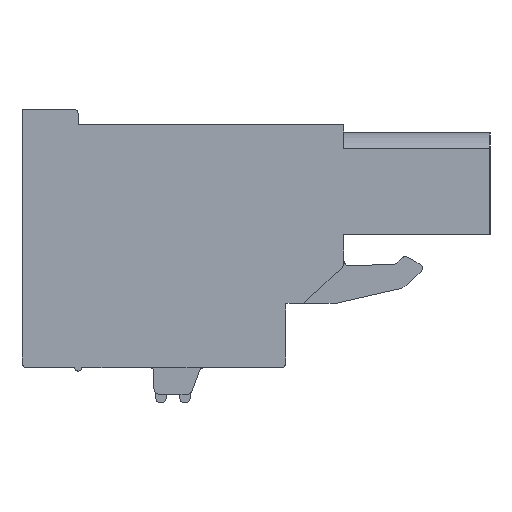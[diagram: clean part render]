
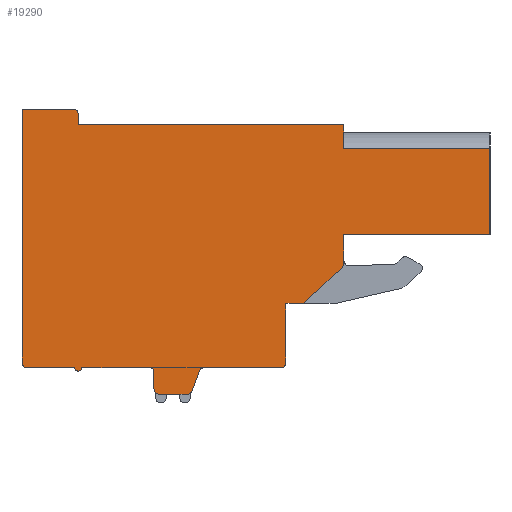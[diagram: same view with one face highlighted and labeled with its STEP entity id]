
A CAD part, left-side view. The second image highlights one B-rep face of the part: STEP entity #19290.
In plain terms, the highlighted planar face has unit normal (-1, 0, 0).
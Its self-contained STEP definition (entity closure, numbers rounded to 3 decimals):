
#1=DIRECTION('',(0.,1.,0.));
#2=VECTOR('',#1,8.3);
#3=CARTESIAN_POINT('',(0.,-13.96,5.635));
#4=LINE('',#3,#2);
#5=DIRECTION('',(0.,1.,0.));
#6=VECTOR('',#5,8.3);
#7=CARTESIAN_POINT('',(0.,-13.96,0.73));
#8=LINE('',#7,#6);
#9=DIRECTION('',(0.,0.,-1.));
#10=VECTOR('',#9,1.64);
#11=CARTESIAN_POINT('',(0.,-5.66,0.73));
#12=LINE('',#11,#10);
#13=CARTESIAN_POINT('',(0.,-5.36,-0.91));
#14=DIRECTION('',(1.,0.,0.));
#15=DIRECTION('',(0.,-1.,0.));
#16=AXIS2_PLACEMENT_3D('',#13,#14,#15);
#18=DIRECTION('',(0.,0.731,-0.683));
#19=VECTOR('',#18,3.018);
#20=CARTESIAN_POINT('',(0.,-5.565,-1.129));
#21=LINE('',#20,#19);
#22=DIRECTION('',(0.,1.,0.));
#23=VECTOR('',#22,1.);
#24=CARTESIAN_POINT('',(0.,-3.36,-3.19));
#25=LINE('',#24,#23);
#26=DIRECTION('',(0.,0.,-1.));
#27=VECTOR('',#26,0.5);
#28=CARTESIAN_POINT('',(0.,-2.36,-3.19));
#29=LINE('',#28,#27);
#30=DIRECTION('',(0.,0.,-1.));
#31=VECTOR('',#30,2.35);
#32=CARTESIAN_POINT('',(0.,-2.36,-3.69));
#33=LINE('',#32,#31);
#34=DIRECTION('',(0.,0.,-1.));
#35=VECTOR('',#34,0.5);
#36=CARTESIAN_POINT('',(0.,-2.36,-6.04));
#37=LINE('',#36,#35);
#38=CARTESIAN_POINT('',(0.,-2.06,-6.54));
#39=DIRECTION('',(1.,0.,0.));
#40=DIRECTION('',(0.,-1.,0.));
#41=AXIS2_PLACEMENT_3D('',#38,#39,#40);
#43=DIRECTION('',(0.,1.,0.));
#44=VECTOR('',#43,4.34);
#45=CARTESIAN_POINT('',(0.,-2.06,-6.84));
#46=LINE('',#45,#44);
#47=CARTESIAN_POINT('',(0.,2.28,-7.14));
#48=DIRECTION('',(-1.,0.,0.));
#49=DIRECTION('',(0.,0.,1.));
#50=AXIS2_PLACEMENT_3D('',#47,#48,#49);
#52=DIRECTION('',(0.,0.345,-0.939));
#53=VECTOR('',#52,1.179);
#54=CARTESIAN_POINT('',(0.,2.562,-7.037));
#55=LINE('',#54,#53);
#56=CARTESIAN_POINT('',(0.,3.25,-8.04));
#57=DIRECTION('',(1.,0.,0.));
#58=DIRECTION('',(0.,-0.939,-0.345));
#59=AXIS2_PLACEMENT_3D('',#56,#57,#58);
#61=DIRECTION('',(0.,1.,0.));
#62=VECTOR('',#61,1.59);
#63=CARTESIAN_POINT('',(0.,3.25,-8.34));
#64=LINE('',#63,#62);
#65=CARTESIAN_POINT('',(0.,4.84,-8.04));
#66=DIRECTION('',(1.,0.,0.));
#67=DIRECTION('',(0.,0.,-1.));
#68=AXIS2_PLACEMENT_3D('',#65,#66,#67);
#70=DIRECTION('',(0.,0.,1.));
#71=VECTOR('',#70,1.);
#72=CARTESIAN_POINT('',(0.,5.14,-8.04));
#73=LINE('',#72,#71);
#74=CARTESIAN_POINT('',(0.,5.34,-7.04));
#75=DIRECTION('',(-1.,0.,0.));
#76=DIRECTION('',(0.,-1.,0.));
#77=AXIS2_PLACEMENT_3D('',#74,#75,#76);
#79=DIRECTION('',(0.,1.,0.));
#80=VECTOR('',#79,3.9);
#81=CARTESIAN_POINT('',(0.,5.34,-6.84));
#82=LINE('',#81,#80);
#83=CARTESIAN_POINT('',(0.,9.44,-6.84));
#84=DIRECTION('',(1.,0.,0.));
#85=DIRECTION('',(0.,-1.,0.));
#86=AXIS2_PLACEMENT_3D('',#83,#84,#85);
#88=DIRECTION('',(0.,1.,0.));
#89=VECTOR('',#88,2.7);
#90=CARTESIAN_POINT('',(0.,9.64,-6.84));
#91=LINE('',#90,#89);
#92=CARTESIAN_POINT('',(0.,12.34,-6.54));
#93=DIRECTION('',(1.,0.,0.));
#94=DIRECTION('',(0.,0.,-1.));
#95=AXIS2_PLACEMENT_3D('',#92,#93,#94);
#97=DIRECTION('',(0.,0.,1.));
#98=VECTOR('',#97,0.5);
#99=CARTESIAN_POINT('',(0.,12.64,-6.54));
#100=LINE('',#99,#98);
#101=DIRECTION('',(0.,0.,1.));
#102=VECTOR('',#101,13.9);
#103=CARTESIAN_POINT('',(0.,12.64,-6.04));
#104=LINE('',#103,#102);
#105=DIRECTION('',(0.,-1.,0.));
#106=VECTOR('',#105,2.9);
#107=CARTESIAN_POINT('',(0.,12.64,7.86));
#108=LINE('',#107,#106);
#109=CARTESIAN_POINT('',(0.,9.74,7.56));
#110=DIRECTION('',(1.,0.,0.));
#111=DIRECTION('',(0.,0.,1.));
#112=AXIS2_PLACEMENT_3D('',#109,#110,#111);
#114=DIRECTION('',(0.,0.,-1.));
#115=VECTOR('',#114,0.6);
#116=CARTESIAN_POINT('',(0.,9.44,7.56));
#117=LINE('',#116,#115);
#118=DIRECTION('',(0.,-1.,0.));
#119=VECTOR('',#118,15.1);
#120=CARTESIAN_POINT('',(0.,9.44,6.96));
#121=LINE('',#120,#119);
#346=DIRECTION('',(0.,0.,1.));
#347=VECTOR('',#346,1.325);
#348=CARTESIAN_POINT('',(0.,-5.66,5.635));
#349=LINE('',#348,#347);
#1011=DIRECTION('',(0.,0.,1.));
#1012=VECTOR('',#1011,4.905);
#1013=CARTESIAN_POINT('',(0.,-13.96,0.73));
#1014=LINE('',#1013,#1012);
#14631=CARTESIAN_POINT('',(0.,12.34,-6.84));
#14632=CARTESIAN_POINT('',(0.,12.64,-6.54));
#14633=VERTEX_POINT('',#14631);
#14634=VERTEX_POINT('',#14632);
#14635=CARTESIAN_POINT('',(0.,12.64,-6.04));
#14636=VERTEX_POINT('',#14635);
#14637=CARTESIAN_POINT('',(0.,12.64,7.86));
#14638=VERTEX_POINT('',#14637);
#14639=CARTESIAN_POINT('',(0.,9.74,7.86));
#14640=VERTEX_POINT('',#14639);
#14641=CARTESIAN_POINT('',(0.,9.44,7.56));
#14642=VERTEX_POINT('',#14641);
#14643=CARTESIAN_POINT('',(0.,9.44,6.96));
#14644=VERTEX_POINT('',#14643);
#14645=CARTESIAN_POINT('',(0.,-5.66,6.96));
#14646=VERTEX_POINT('',#14645);
#14647=CARTESIAN_POINT('',(0.,-13.96,0.73));
#14648=CARTESIAN_POINT('',(0.,-5.66,0.73));
#14649=VERTEX_POINT('',#14647);
#14650=VERTEX_POINT('',#14648);
#14651=CARTESIAN_POINT('',(0.,-5.66,-0.91));
#14652=VERTEX_POINT('',#14651);
#14653=CARTESIAN_POINT('',(0.,-5.565,-1.129));
#14654=VERTEX_POINT('',#14653);
#14655=CARTESIAN_POINT('',(0.,-3.36,-3.19));
#14656=VERTEX_POINT('',#14655);
#14657=CARTESIAN_POINT('',(0.,-2.36,-3.19));
#14658=VERTEX_POINT('',#14657);
#14659=CARTESIAN_POINT('',(0.,-2.36,-3.69));
#14660=VERTEX_POINT('',#14659);
#14661=CARTESIAN_POINT('',(0.,-2.36,-6.04));
#14662=VERTEX_POINT('',#14661);
#14663=CARTESIAN_POINT('',(0.,-2.36,-6.54));
#14664=VERTEX_POINT('',#14663);
#14665=CARTESIAN_POINT('',(0.,-2.06,-6.84));
#14666=VERTEX_POINT('',#14665);
#14667=CARTESIAN_POINT('',(0.,2.28,-6.84));
#14668=VERTEX_POINT('',#14667);
#14669=CARTESIAN_POINT('',(0.,2.562,-7.037));
#14670=VERTEX_POINT('',#14669);
#14671=CARTESIAN_POINT('',(0.,2.968,-8.143));
#14672=VERTEX_POINT('',#14671);
#14673=CARTESIAN_POINT('',(0.,3.25,-8.34));
#14674=VERTEX_POINT('',#14673);
#14675=CARTESIAN_POINT('',(0.,4.84,-8.34));
#14676=VERTEX_POINT('',#14675);
#14677=CARTESIAN_POINT('',(0.,5.14,-8.04));
#14678=VERTEX_POINT('',#14677);
#14679=CARTESIAN_POINT('',(0.,5.14,-7.04));
#14680=VERTEX_POINT('',#14679);
#14681=CARTESIAN_POINT('',(0.,5.34,-6.84));
#14682=VERTEX_POINT('',#14681);
#14683=CARTESIAN_POINT('',(0.,9.24,-6.84));
#14684=VERTEX_POINT('',#14683);
#14685=CARTESIAN_POINT('',(0.,9.64,-6.84));
#14686=VERTEX_POINT('',#14685);
#14991=CARTESIAN_POINT('',(0.,-13.96,5.635));
#14992=CARTESIAN_POINT('',(0.,-5.66,5.635));
#14993=VERTEX_POINT('',#14991);
#14994=VERTEX_POINT('',#14992);
#19223=CARTESIAN_POINT('',(0.,0.,0.));
#19224=DIRECTION('',(1.,0.,0.));
#19225=DIRECTION('',(0.,-1.,0.));
#19226=AXIS2_PLACEMENT_3D('',#19223,#19224,#19225);
#19227=PLANE('',#19226);
#19229=ORIENTED_EDGE('',*,*,#19228,.F.);
#19231=ORIENTED_EDGE('',*,*,#19230,.F.);
#19233=ORIENTED_EDGE('',*,*,#19232,.T.);
#19235=ORIENTED_EDGE('',*,*,#19234,.T.);
#19237=ORIENTED_EDGE('',*,*,#19236,.T.);
#19239=ORIENTED_EDGE('',*,*,#19238,.T.);
#19241=ORIENTED_EDGE('',*,*,#19240,.T.);
#19243=ORIENTED_EDGE('',*,*,#19242,.T.);
#19245=ORIENTED_EDGE('',*,*,#19244,.T.);
#19247=ORIENTED_EDGE('',*,*,#19246,.T.);
#19249=ORIENTED_EDGE('',*,*,#19248,.T.);
#19251=ORIENTED_EDGE('',*,*,#19250,.T.);
#19253=ORIENTED_EDGE('',*,*,#19252,.T.);
#19255=ORIENTED_EDGE('',*,*,#19254,.T.);
#19257=ORIENTED_EDGE('',*,*,#19256,.T.);
#19259=ORIENTED_EDGE('',*,*,#19258,.T.);
#19261=ORIENTED_EDGE('',*,*,#19260,.T.);
#19263=ORIENTED_EDGE('',*,*,#19262,.T.);
#19265=ORIENTED_EDGE('',*,*,#19264,.T.);
#19267=ORIENTED_EDGE('',*,*,#19266,.T.);
#19269=ORIENTED_EDGE('',*,*,#19268,.T.);
#19271=ORIENTED_EDGE('',*,*,#19270,.T.);
#19273=ORIENTED_EDGE('',*,*,#19272,.T.);
#19275=ORIENTED_EDGE('',*,*,#19274,.T.);
#19277=ORIENTED_EDGE('',*,*,#19276,.T.);
#19279=ORIENTED_EDGE('',*,*,#19278,.T.);
#19281=ORIENTED_EDGE('',*,*,#19280,.T.);
#19283=ORIENTED_EDGE('',*,*,#19282,.T.);
#19285=ORIENTED_EDGE('',*,*,#19284,.T.);
#19287=ORIENTED_EDGE('',*,*,#19286,.F.);
#19288=EDGE_LOOP('',(#19229,#19231,#19233,#19235,#19237,#19239,#19241,#19243,
#19245,#19247,#19249,#19251,#19253,#19255,#19257,#19259,#19261,#19263,#19265,
#19267,#19269,#19271,#19273,#19275,#19277,#19279,#19281,#19283,#19285,#19287));
#19289=FACE_OUTER_BOUND('',#19288,.F.);
#19290=ADVANCED_FACE('',(#19289),#19227,.F.);
#17=CIRCLE('',#16,0.3);
#42=CIRCLE('',#41,0.3);
#51=CIRCLE('',#50,0.3);
#60=CIRCLE('',#59,0.3);
#69=CIRCLE('',#68,0.3);
#78=CIRCLE('',#77,0.2);
#87=CIRCLE('',#86,0.2);
#96=CIRCLE('',#95,0.3);
#113=CIRCLE('',#112,0.3);
#19228=EDGE_CURVE('',#14993,#14994,#4,.T.);
#19230=EDGE_CURVE('',#14649,#14993,#1014,.T.);
#19232=EDGE_CURVE('',#14649,#14650,#8,.T.);
#19234=EDGE_CURVE('',#14650,#14652,#12,.T.);
#19236=EDGE_CURVE('',#14652,#14654,#17,.T.);
#19238=EDGE_CURVE('',#14654,#14656,#21,.T.);
#19240=EDGE_CURVE('',#14656,#14658,#25,.T.);
#19242=EDGE_CURVE('',#14658,#14660,#29,.T.);
#19244=EDGE_CURVE('',#14660,#14662,#33,.T.);
#19246=EDGE_CURVE('',#14662,#14664,#37,.T.);
#19248=EDGE_CURVE('',#14664,#14666,#42,.T.);
#19250=EDGE_CURVE('',#14666,#14668,#46,.T.);
#19252=EDGE_CURVE('',#14668,#14670,#51,.T.);
#19254=EDGE_CURVE('',#14670,#14672,#55,.T.);
#19256=EDGE_CURVE('',#14672,#14674,#60,.T.);
#19258=EDGE_CURVE('',#14674,#14676,#64,.T.);
#19260=EDGE_CURVE('',#14676,#14678,#69,.T.);
#19262=EDGE_CURVE('',#14678,#14680,#73,.T.);
#19264=EDGE_CURVE('',#14680,#14682,#78,.T.);
#19266=EDGE_CURVE('',#14682,#14684,#82,.T.);
#19268=EDGE_CURVE('',#14684,#14686,#87,.T.);
#19270=EDGE_CURVE('',#14686,#14633,#91,.T.);
#19272=EDGE_CURVE('',#14633,#14634,#96,.T.);
#19274=EDGE_CURVE('',#14634,#14636,#100,.T.);
#19276=EDGE_CURVE('',#14636,#14638,#104,.T.);
#19278=EDGE_CURVE('',#14638,#14640,#108,.T.);
#19280=EDGE_CURVE('',#14640,#14642,#113,.T.);
#19282=EDGE_CURVE('',#14642,#14644,#117,.T.);
#19284=EDGE_CURVE('',#14644,#14646,#121,.T.);
#19286=EDGE_CURVE('',#14994,#14646,#349,.T.);
